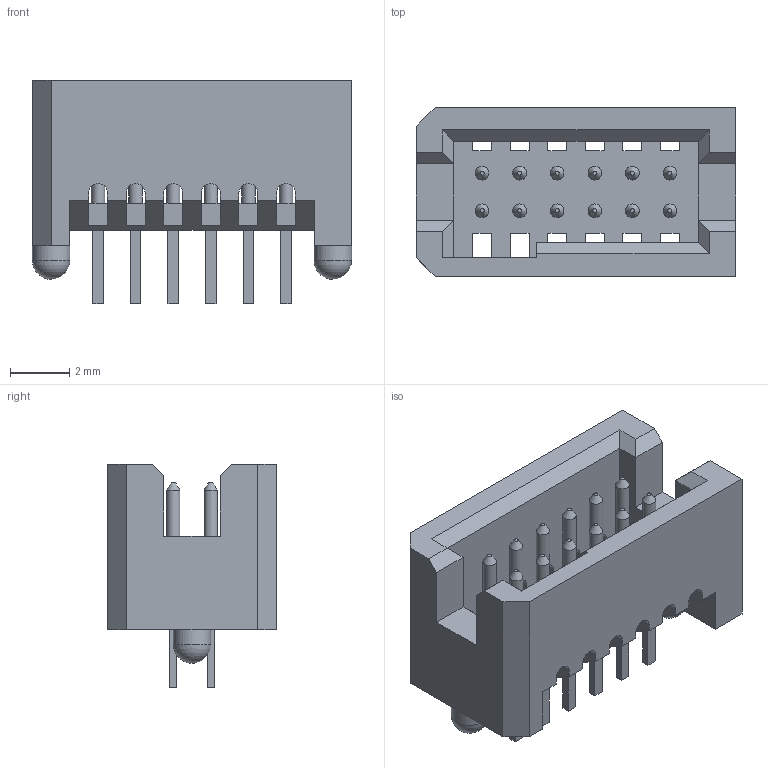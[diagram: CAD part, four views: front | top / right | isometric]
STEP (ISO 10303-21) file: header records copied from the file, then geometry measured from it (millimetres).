
FILE_DESCRIPTION(/* description */ (''),/* implementation_level */ '2;1');
FILE_NAME(/* name */ 'SAMTEC_TFM-106-01-L-D-A.stp',/* time_stamp */ '2015-03-19T15:43:27+01:00',/* author */ ('admchouv'),/* organization */ ('SAMTEC'),/* preprocessor_version */ 'ST-DEVELOPER v15.5',/* originating_system */ 'AutoCAD Mechanical',/* authorisation */ '');
FILE_SCHEMA (('AUTOMOTIVE_DESIGN { 1 0 10303 214 3 1 1 }'));
Length unit declared in the file: millimetre
Products named in the file (1): Product
Bounding box: 10.79 x 5.71 x 7.56 mm (x, y, z)
Volume: 170 mm3; surface area: 502.5 mm2
Topology: 25 solids, 25 shells, 212 faces, 541 edges, 353 vertices
Faces by surface type: plane 172, cylinder 26, cone 12, sphere 2
Full cylindrical faces by diameter (mm): 0.457 x12, 1.27 x2
Entity records: 6183 total; most frequent: CARTESIAN_POINT 1067, ORIENTED_EDGE 1014, DIRECTION 999, EDGE_CURVE 507, LINE 441, VECTOR 441, VERTEX_POINT 347, AXIS2_PLACEMENT_3D 279
